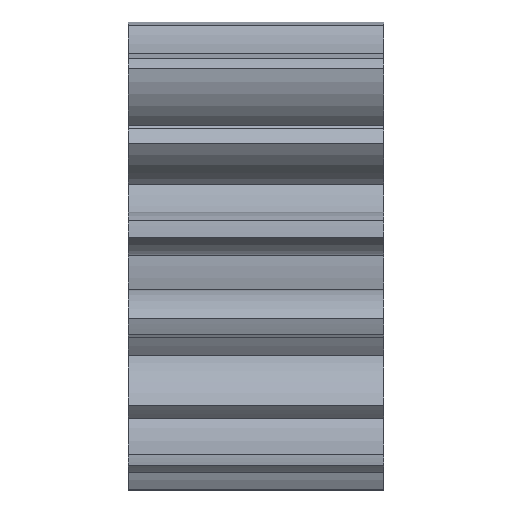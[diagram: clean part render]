
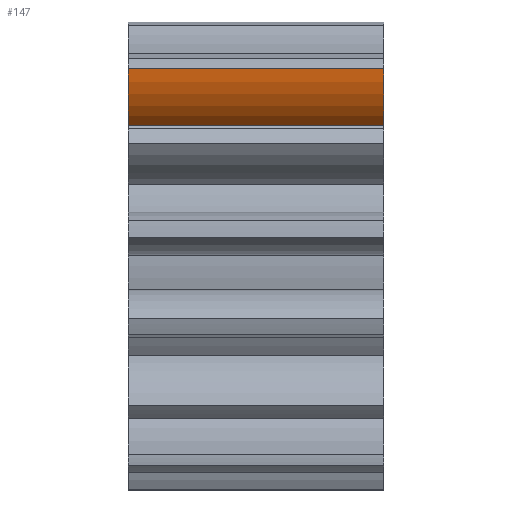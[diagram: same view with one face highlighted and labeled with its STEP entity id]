
A CAD part, top view. The second image highlights one B-rep face of the part: STEP entity #147.
In plain terms, the highlighted cylindrical face has radius 3.81 mm (diameter 7.62 mm), a partial arc.
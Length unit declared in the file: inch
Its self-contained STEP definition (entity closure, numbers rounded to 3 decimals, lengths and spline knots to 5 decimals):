
#25 = EDGE_CURVE ( 'NONE', #2188, #959, #2411, .T. ) ;
#66 = FACE_OUTER_BOUND ( 'NONE', #1408, .T. ) ;
#147 = ADVANCED_FACE ( 'NONE', ( #66 ), #2547, .T. ) ;
#194 = EDGE_CURVE ( 'NONE', #959, #2480, #2468, .T. ) ;
#201 = AXIS2_PLACEMENT_3D ( 'NONE', #498, #2056, #558 ) ;
#226 = EDGE_CURVE ( 'NONE', #2188, #2393, #2423, .T. ) ;
#297 = CARTESIAN_POINT ( 'NONE',  ( -2.15556, 0.14381, 1.40769 ) ) ;
#498 = CARTESIAN_POINT ( 'NONE',  ( -1.69556, 0.25741, 1.30974 ) ) ;
#558 = DIRECTION ( 'NONE',  ( 0., 0.743, -0.669 ) ) ;
#575 = ORIENTED_EDGE ( 'NONE', *, *, #194, .T. ) ;
#595 = ORIENTED_EDGE ( 'NONE', *, *, #1536, .F. ) ;
#606 = ORIENTED_EDGE ( 'NONE', *, *, #226, .F. ) ;
#622 = ORIENTED_EDGE ( 'NONE', *, *, #25, .T. ) ;
#644 = CARTESIAN_POINT ( 'NONE',  ( -1.69556, 0.24669, 1.45935 ) ) ;
#672 = CARTESIAN_POINT ( 'NONE',  ( -2.15556, 0.24669, 1.45935 ) ) ;
#959 = VERTEX_POINT ( 'NONE', #644 ) ;
#985 = AXIS2_PLACEMENT_3D ( 'NONE', #1151, #1126, #1122 ) ;
#1122 = DIRECTION ( 'NONE',  ( 0., 0.743, -0.669 ) ) ;
#1126 = DIRECTION ( 'NONE',  ( -1., 0., 0. ) ) ;
#1151 = CARTESIAN_POINT ( 'NONE',  ( -2.15556, 0.25741, 1.30974 ) ) ;
#1248 = CIRCLE ( 'NONE', #985, 0.15 ) ;
#1408 = EDGE_LOOP ( 'NONE', ( #575, #595, #606, #622 ) ) ;
#1536 = EDGE_CURVE ( 'NONE', #2393, #2480, #1248, .T. ) ;
#1717 = DIRECTION ( 'NONE',  ( -1., 0., 0. ) ) ;
#1766 = AXIS2_PLACEMENT_3D ( 'NONE', #2007, #1985, #2006 ) ;
#1985 = DIRECTION ( 'NONE',  ( -1., 0., 0. ) ) ;
#2006 = DIRECTION ( 'NONE',  ( 0., 0., 1. ) ) ;
#2007 = CARTESIAN_POINT ( 'NONE',  ( -1.69556, 0.25741, 1.30974 ) ) ;
#2056 = DIRECTION ( 'NONE',  ( -1., 0., 0. ) ) ;
#2149 = DIRECTION ( 'NONE',  ( -1., 0., 0. ) ) ;
#2153 = CARTESIAN_POINT ( 'NONE',  ( -1.69556, 0.14381, 1.40769 ) ) ;
#2188 = VERTEX_POINT ( 'NONE', #2279 ) ;
#2207 = CARTESIAN_POINT ( 'NONE',  ( -1.92556, 0.24669, 1.45935 ) ) ;
#2279 = CARTESIAN_POINT ( 'NONE',  ( -1.69556, 0.14381, 1.40769 ) ) ;
#2393 = VERTEX_POINT ( 'NONE', #297 ) ;
#2404 = VECTOR ( 'NONE', #2149, 39.37008 ) ;
#2411 = CIRCLE ( 'NONE', #201, 0.15 ) ;
#2423 = LINE ( 'NONE', #2153, #2404 ) ;
#2458 = VECTOR ( 'NONE', #1717, 39.37008 ) ;
#2468 = LINE ( 'NONE', #2207, #2458 ) ;
#2480 = VERTEX_POINT ( 'NONE', #672 ) ;
#2547 = CYLINDRICAL_SURFACE ( 'NONE', #1766, 0.15 ) ;
